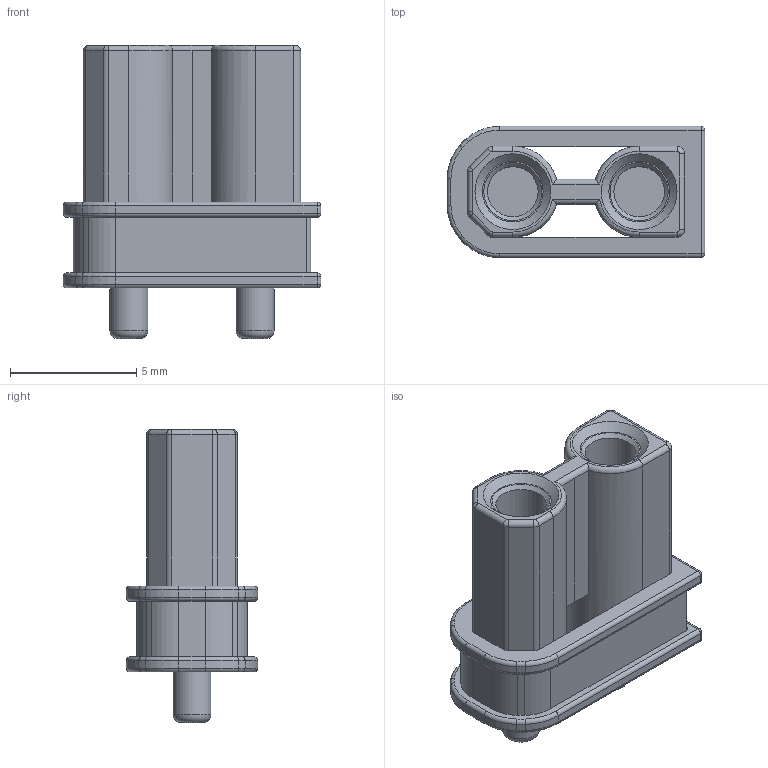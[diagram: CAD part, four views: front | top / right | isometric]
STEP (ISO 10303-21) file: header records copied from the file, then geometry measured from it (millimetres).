
FILE_DESCRIPTION(/* description */ (''),/* implementation_level */ '2;1');
FILE_NAME(/* name */ 'XT30-upb-F.step',/* time_stamp */ '2021-07-12T14:30:23+02:00',/* author */ (''),/* organization */ (''),/* preprocessor_version */ 'ST-DEVELOPER v18.1',/* originating_system */ 'Autodesk Translation Framework v10.9.0.1377',/* authorisation */ '');
FILE_SCHEMA (('AUTOMOTIVE_DESIGN { 1 0 10303 214 3 1 1 }'));
Length unit declared in the file: millimetre
Products named in the file (2): XT30-upb-F; XT30UPB-F
Assembly tree (1 placements, depth 2):
  XT30-upb-F
    XT30UPB-F
Bounding box: 10.2 x 5.2 x 11.6 mm (x, y, z)
Volume: 222.6 mm3; surface area: 823.5 mm2
Topology: 3 solids, 3 shells, 159 faces, 374 edges, 217 vertices
Faces by surface type: cylinder 66, plane 45, torus 30, sphere 8, bspline 6, cone 4
Full cylindrical faces by diameter (mm): 1.5 x2, 2 x2, 2.4 x4
Entity records: 5774 total; most frequent: CARTESIAN_POINT 1821, DIRECTION 872, ORIENTED_EDGE 732, EDGE_CURVE 366, AXIS2_PLACEMENT_3D 354, VERTEX_POINT 217, CIRCLE 198, EDGE_LOOP 171
